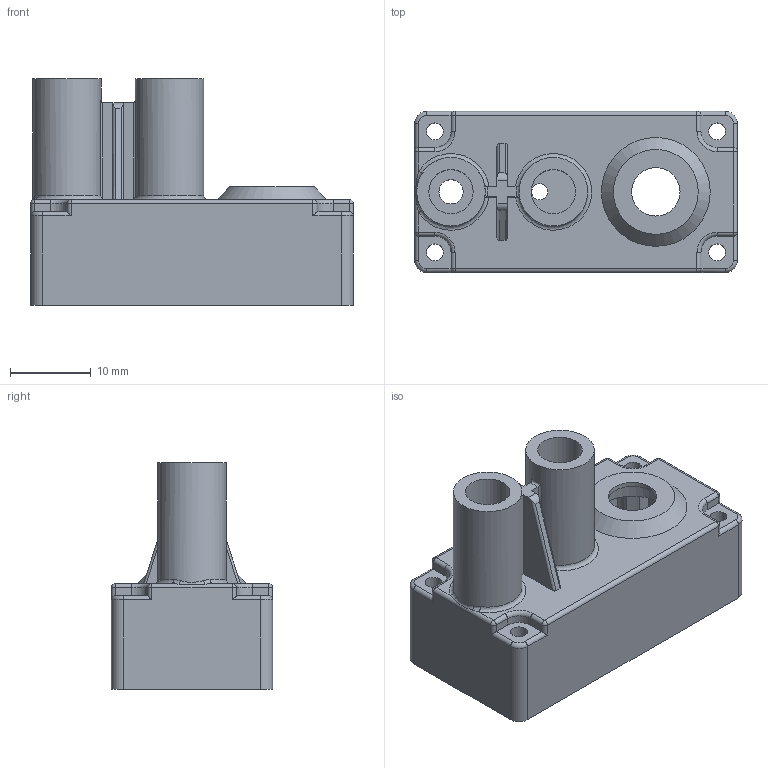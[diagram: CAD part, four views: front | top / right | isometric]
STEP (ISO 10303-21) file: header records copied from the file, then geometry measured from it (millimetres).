
FILE_DESCRIPTION(/* description */ (''),/* implementation_level */ '2;1');
FILE_NAME(/* name */ 'Top Housing.ipt.step',/* time_stamp */ '2020-04-16T23:16:26-04:00',/* author */ ('Jordan'),/* organization */ (''),/* preprocessor_version */ 'ST-DEVELOPER v17',/* originating_system */ 'Autodesk Inventor 2019',/* authorisation */ '');
FILE_SCHEMA (('AUTOMOTIVE_DESIGN { 1 0 10303 214 3 1 1 }'));
Length unit declared in the file: inch
Products named in the file (1): Top Housing
Bounding box: 40 x 20 x 28.1 mm (x, y, z)
Volume: 4489.4 mm3; surface area: 6237.6 mm2
Topology: 1 solids, 1 shells, 185 faces, 508 edges, 328 vertices
Faces by surface type: cylinder 84, plane 76, torus 13, sphere 8, bspline 3, cone 1
Full cylindrical faces by diameter (mm): 1.6 x2, 2 x1, 2.1 x4, 3 x1, 4 x1, 5.5 x2, 6 x1, 8 x1, 8.5 x2, 10 x1
Entity records: 6862 total; most frequent: CARTESIAN_POINT 2013, DIRECTION 1038, ORIENTED_EDGE 1000, EDGE_CURVE 500, AXIS2_PLACEMENT_3D 387, VERTEX_POINT 328, LINE 264, VECTOR 264
